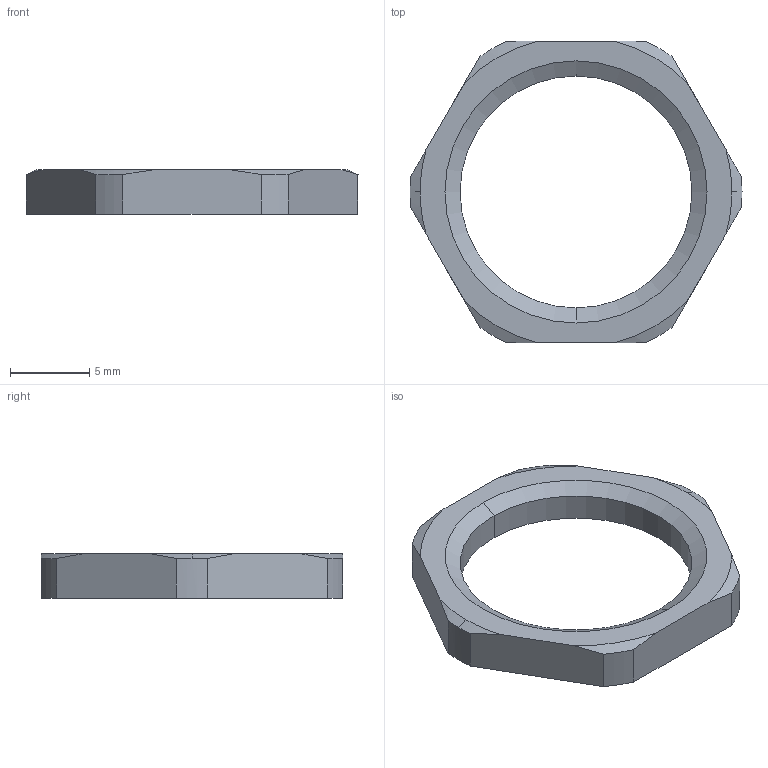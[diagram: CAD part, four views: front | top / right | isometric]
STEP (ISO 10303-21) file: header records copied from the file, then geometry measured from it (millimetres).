
FILE_DESCRIPTION(('HOOPS Exchange Step'),'2;1');
FILE_NAME('export-2FC33884-34D3-46B3-B402-FD9A0BD625E6.stp','2022-06-10T16:55:51+02:00',('User'),('Alibre'),'HOOPS Exchange 2021.0','Alibre','Unknown authorisation');
FILE_SCHEMA( ('AP242_MANAGED_MODEL_BASED_3D_ENGINEERING_MIM_LF {1 0 10303 442 1 1 4 }') );
Length unit declared in the file: millimetre
Products named in the file (1): 5989-1 M12 8-pole & 12-pole Panel Nut M16 - 1504097 STEP214
Bounding box: 20.9 x 19 x 2.8 mm (x, y, z)
Volume: 371.7 mm3; surface area: 550.9 mm2
Topology: 1 solids, 1 shells, 28 faces, 74 edges, 48 vertices
Faces by surface type: cone 12, plane 8, cylinder 8
Entity records: 915 total; most frequent: CARTESIAN_POINT 176, DIRECTION 152, ORIENTED_EDGE 148, EDGE_CURVE 74, AXIS2_PLACEMENT_3D 60, VERTEX_POINT 48, VECTOR 32, LINE 32
